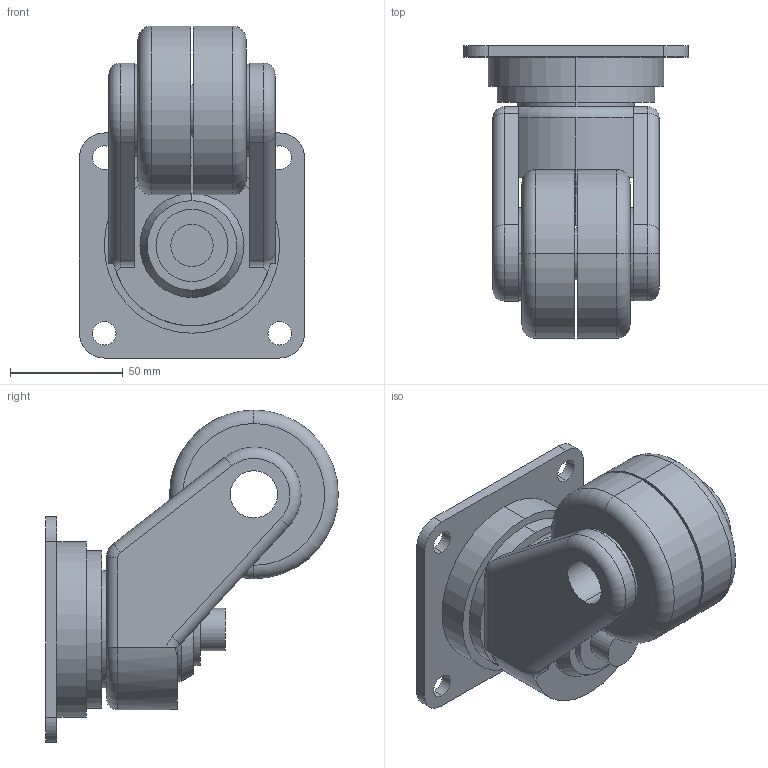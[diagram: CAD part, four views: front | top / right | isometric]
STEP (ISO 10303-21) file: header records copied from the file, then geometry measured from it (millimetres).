
FILE_DESCRIPTION (( 'STEP AP203' ), '1' );
FILE_NAME ('K-100X-N-75.STEP', '2012-03-07T07:10:10', ( '' ), ( '' ), 'SwSTEP 2.0', 'SolidWorks 2011', '' );
FILE_SCHEMA (( 'CONFIG_CONTROL_DESIGN' ));
Length unit declared in the file: millimetre
Products named in the file (1): K-100X-N-75
Bounding box: 100 x 130 x 147.5 mm (x, y, z)
Volume: 552231.4 mm3; surface area: 82712.5 mm2
Topology: 1 solids, 1 shells, 95 faces, 229 edges, 147 vertices
Faces by surface type: cylinder 52, plane 27, torus 14, cone 2
Entity records: 3009 total; most frequent: CARTESIAN_POINT 586, DIRECTION 538, ORIENTED_EDGE 458, EDGE_CURVE 229, AXIS2_PLACEMENT_3D 223, VERTEX_POINT 147, CIRCLE 127, EDGE_LOOP 118
